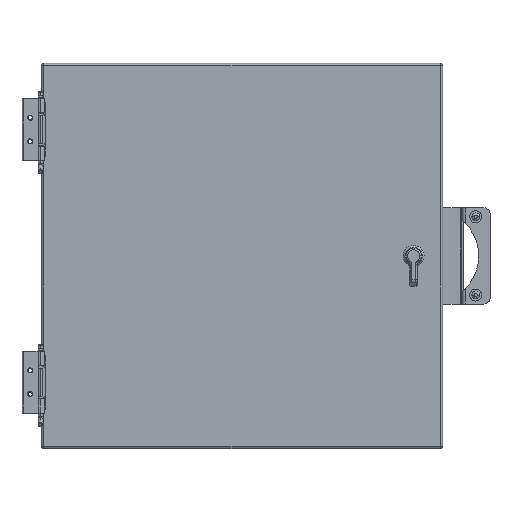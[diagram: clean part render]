
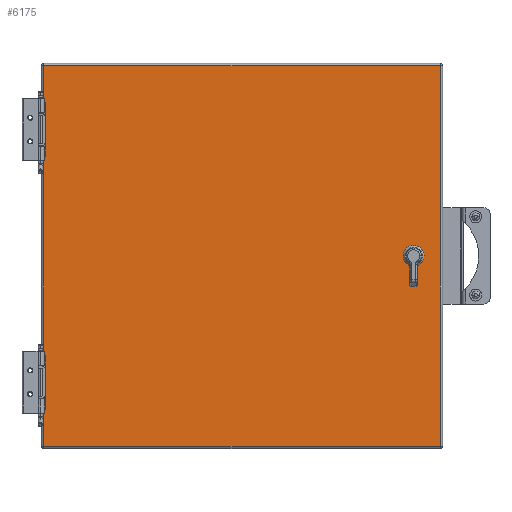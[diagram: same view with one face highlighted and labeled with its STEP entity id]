
A CAD part, top view. The second image highlights one B-rep face of the part: STEP entity #6175.
In plain terms, the highlighted planar face has unit normal (0, 0, 1).
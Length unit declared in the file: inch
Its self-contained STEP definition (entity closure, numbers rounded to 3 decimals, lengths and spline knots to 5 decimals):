
#746 = CARTESIAN_POINT ( 'NONE',  ( 0., 7.9, 0. ) ) ;
#3509 = DIRECTION ( 'NONE',  ( -1., 0., 0. ) ) ;
#5869 = CARTESIAN_POINT ( 'NONE',  ( 8.2365, 7.9, 0. ) ) ;
#6175 = ADVANCED_FACE ( 'NONE', ( #29807 ), #18752, .F. ) ;
#6291 = CARTESIAN_POINT ( 'NONE',  ( -8.2365, -7.9, 0. ) ) ;
#6377 = EDGE_CURVE ( 'NONE', #26733, #16354, #32671, .T. ) ;
#6495 = CARTESIAN_POINT ( 'NONE',  ( 8.2365, 0., 0. ) ) ;
#6743 = VERTEX_POINT ( 'NONE', #5869 ) ;
#6982 = EDGE_CURVE ( 'NONE', #8546, #26733, #35692, .T. ) ;
#8546 = VERTEX_POINT ( 'NONE', #28614 ) ;
#8799 = VECTOR ( 'NONE', #26389, 39.37008 ) ;
#10190 = DIRECTION ( 'NONE',  ( 1., 0., 0. ) ) ;
#13927 = VECTOR ( 'NONE', #3509, 39.37008 ) ;
#14111 = ORIENTED_EDGE ( 'NONE', *, *, #29414, .T. ) ;
#16354 = VERTEX_POINT ( 'NONE', #23844 ) ;
#16671 = VECTOR ( 'NONE', #21655, 39.37008 ) ;
#17790 = AXIS2_PLACEMENT_3D ( 'NONE', #35713, #32928, #30175 ) ;
#18062 = ORIENTED_EDGE ( 'NONE', *, *, #6982, .T. ) ;
#18752 = PLANE ( 'NONE',  #17790 ) ;
#19442 = ORIENTED_EDGE ( 'NONE', *, *, #32566, .T. ) ;
#21237 = CARTESIAN_POINT ( 'NONE',  ( 0., -7.9, 0. ) ) ;
#21655 = DIRECTION ( 'NONE',  ( 0., -1., 0. ) ) ;
#23271 = EDGE_LOOP ( 'NONE', ( #18062, #30373, #19442, #14111 ) ) ;
#23633 = LINE ( 'NONE', #6495, #8799 ) ;
#23844 = CARTESIAN_POINT ( 'NONE',  ( 8.2365, -7.9, 0. ) ) ;
#26389 = DIRECTION ( 'NONE',  ( 0., 1., 0. ) ) ;
#26733 = VERTEX_POINT ( 'NONE', #6291 ) ;
#28614 = CARTESIAN_POINT ( 'NONE',  ( -8.2365, 7.9, 0. ) ) ;
#28746 = LINE ( 'NONE', #746, #13927 ) ;
#29414 = EDGE_CURVE ( 'NONE', #6743, #8546, #28746, .T. ) ;
#29807 = FACE_OUTER_BOUND ( 'NONE', #23271, .T. ) ;
#30175 = DIRECTION ( 'NONE',  ( -1., 0., 0. ) ) ;
#30373 = ORIENTED_EDGE ( 'NONE', *, *, #6377, .T. ) ;
#32566 = EDGE_CURVE ( 'NONE', #16354, #6743, #23633, .T. ) ;
#32671 = LINE ( 'NONE', #21237, #33678 ) ;
#32928 = DIRECTION ( 'NONE',  ( 0., 0., -1. ) ) ;
#33678 = VECTOR ( 'NONE', #10190, 39.37008 ) ;
#35692 = LINE ( 'NONE', #36066, #16671 ) ;
#35713 = CARTESIAN_POINT ( 'NONE',  ( 0., 0., 0. ) ) ;
#36066 = CARTESIAN_POINT ( 'NONE',  ( -8.2365, 0., 0. ) ) ;
